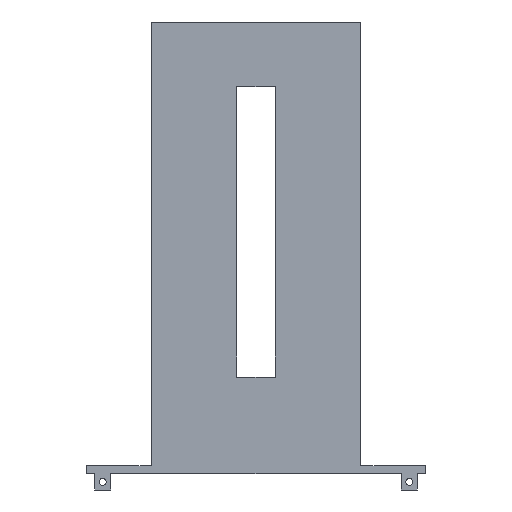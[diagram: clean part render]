
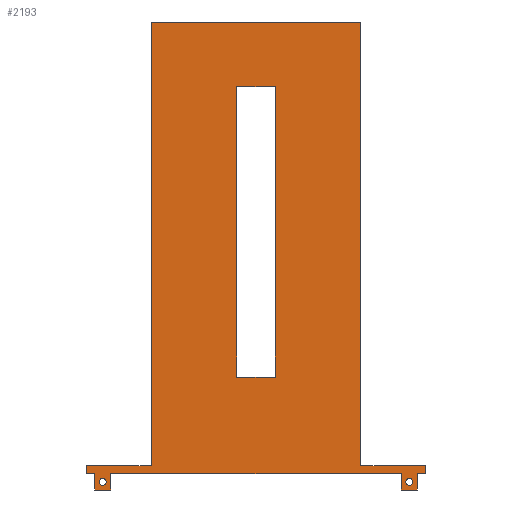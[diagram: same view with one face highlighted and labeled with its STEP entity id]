
A CAD part, front view. The second image highlights one B-rep face of the part: STEP entity #2193.
In plain terms, the highlighted planar face has unit normal (0, -1, 0).
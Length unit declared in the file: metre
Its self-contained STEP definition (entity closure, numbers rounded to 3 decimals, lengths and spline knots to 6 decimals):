
#40=CIRCLE('',#2332,0.0021);
#41=CIRCLE('',#2333,0.0021);
#78=ORIENTED_EDGE('',*,*,#690,.F.);
#79=ORIENTED_EDGE('',*,*,#691,.F.);
#80=ORIENTED_EDGE('',*,*,#692,.F.);
#81=ORIENTED_EDGE('',*,*,#693,.F.);
#82=ORIENTED_EDGE('',*,*,#694,.T.);
#83=ORIENTED_EDGE('',*,*,#695,.T.);
#84=ORIENTED_EDGE('',*,*,#696,.T.);
#85=ORIENTED_EDGE('',*,*,#697,.T.);
#86=ORIENTED_EDGE('',*,*,#698,.F.);
#87=ORIENTED_EDGE('',*,*,#699,.F.);
#88=ORIENTED_EDGE('',*,*,#700,.T.);
#89=ORIENTED_EDGE('',*,*,#701,.T.);
#90=ORIENTED_EDGE('',*,*,#702,.F.);
#91=ORIENTED_EDGE('',*,*,#703,.F.);
#92=ORIENTED_EDGE('',*,*,#704,.T.);
#93=ORIENTED_EDGE('',*,*,#705,.F.);
#94=ORIENTED_EDGE('',*,*,#706,.F.);
#95=ORIENTED_EDGE('',*,*,#707,.F.);
#96=ORIENTED_EDGE('',*,*,#708,.T.);
#97=ORIENTED_EDGE('',*,*,#709,.T.);
#98=ORIENTED_EDGE('',*,*,#710,.T.);
#99=ORIENTED_EDGE('',*,*,#711,.F.);
#690=EDGE_CURVE('',#996,#997,#1210,.T.);
#691=EDGE_CURVE('',#998,#996,#1211,.T.);
#692=EDGE_CURVE('',#999,#998,#1212,.T.);
#693=EDGE_CURVE('',#997,#999,#1213,.T.);
#694=EDGE_CURVE('',#1000,#1000,#40,.T.);
#695=EDGE_CURVE('',#1001,#1001,#41,.T.);
#696=EDGE_CURVE('',#1002,#1003,#1214,.T.);
#697=EDGE_CURVE('',#1003,#1004,#1215,.T.);
#698=EDGE_CURVE('',#1005,#1004,#1216,.T.);
#699=EDGE_CURVE('',#1006,#1005,#1217,.T.);
#700=EDGE_CURVE('',#1006,#1007,#1218,.T.);
#701=EDGE_CURVE('',#1007,#1008,#1219,.T.);
#702=EDGE_CURVE('',#1009,#1008,#1220,.T.);
#703=EDGE_CURVE('',#1010,#1009,#1221,.T.);
#704=EDGE_CURVE('',#1010,#1011,#1222,.T.);
#705=EDGE_CURVE('',#1012,#1011,#1223,.T.);
#706=EDGE_CURVE('',#1013,#1012,#1224,.T.);
#707=EDGE_CURVE('',#1014,#1013,#1225,.T.);
#708=EDGE_CURVE('',#1014,#1015,#1226,.T.);
#709=EDGE_CURVE('',#1015,#1016,#1227,.T.);
#710=EDGE_CURVE('',#1016,#1017,#1228,.T.);
#711=EDGE_CURVE('',#1002,#1017,#1229,.T.);
#996=VERTEX_POINT('',#3072);
#997=VERTEX_POINT('',#3073);
#998=VERTEX_POINT('',#3075);
#999=VERTEX_POINT('',#3077);
#1000=VERTEX_POINT('',#3080);
#1001=VERTEX_POINT('',#3082);
#1002=VERTEX_POINT('',#3084);
#1003=VERTEX_POINT('',#3085);
#1004=VERTEX_POINT('',#3087);
#1005=VERTEX_POINT('',#3089);
#1006=VERTEX_POINT('',#3091);
#1007=VERTEX_POINT('',#3093);
#1008=VERTEX_POINT('',#3095);
#1009=VERTEX_POINT('',#3097);
#1010=VERTEX_POINT('',#3099);
#1011=VERTEX_POINT('',#3101);
#1012=VERTEX_POINT('',#3103);
#1013=VERTEX_POINT('',#3105);
#1014=VERTEX_POINT('',#3107);
#1015=VERTEX_POINT('',#3109);
#1016=VERTEX_POINT('',#3111);
#1017=VERTEX_POINT('',#3113);
#1210=LINE('',#3071,#1478);
#1211=LINE('',#3074,#1479);
#1212=LINE('',#3076,#1480);
#1213=LINE('',#3078,#1481);
#1214=LINE('',#3083,#1482);
#1215=LINE('',#3086,#1483);
#1216=LINE('',#3088,#1484);
#1217=LINE('',#3090,#1485);
#1218=LINE('',#3092,#1486);
#1219=LINE('',#3094,#1487);
#1220=LINE('',#3096,#1488);
#1221=LINE('',#3098,#1489);
#1222=LINE('',#3100,#1490);
#1223=LINE('',#3102,#1491);
#1224=LINE('',#3104,#1492);
#1225=LINE('',#3106,#1493);
#1226=LINE('',#3108,#1494);
#1227=LINE('',#3110,#1495);
#1228=LINE('',#3112,#1496);
#1229=LINE('',#3114,#1497);
#1478=VECTOR('',#2491,1.);
#1479=VECTOR('',#2492,1.);
#1480=VECTOR('',#2493,1.);
#1481=VECTOR('',#2494,1.);
#1482=VECTOR('',#2499,1.);
#1483=VECTOR('',#2500,1.);
#1484=VECTOR('',#2501,1.);
#1485=VECTOR('',#2502,1.);
#1486=VECTOR('',#2503,1.);
#1487=VECTOR('',#2504,1.);
#1488=VECTOR('',#2505,1.);
#1489=VECTOR('',#2506,1.);
#1490=VECTOR('',#2507,1.);
#1491=VECTOR('',#2508,1.);
#1492=VECTOR('',#2509,1.);
#1493=VECTOR('',#2510,1.);
#1494=VECTOR('',#2511,1.);
#1495=VECTOR('',#2512,1.);
#1496=VECTOR('',#2513,1.);
#1497=VECTOR('',#2514,1.);
#1746=EDGE_LOOP('',(#78,#79,#80,#81));
#1747=EDGE_LOOP('',(#82));
#1748=EDGE_LOOP('',(#83));
#1749=EDGE_LOOP('',(#84,#85,#86,#87,#88,#89,#90,#91,#92,#93,#94,#95,#96,
#97,#98,#99));
#1920=FACE_BOUND('',#1746,.T.);
#1921=FACE_BOUND('',#1747,.T.);
#1922=FACE_BOUND('',#1748,.T.);
#1923=FACE_BOUND('',#1749,.T.);
#2094=PLANE('',#2331);
#2193=ADVANCED_FACE('',(#1920,#1921,#1922,#1923),#2094,.F.);
#2331=AXIS2_PLACEMENT_3D('',#3070,#2489,#2490);
#2332=AXIS2_PLACEMENT_3D('',#3079,#2495,#2496);
#2333=AXIS2_PLACEMENT_3D('',#3081,#2497,#2498);
#2489=DIRECTION('',(0.,1.,0.));
#2490=DIRECTION('',(1.,0.,0.));
#2491=DIRECTION('',(1.,0.,0.));
#2492=DIRECTION('',(0.,0.,-1.));
#2493=DIRECTION('',(-1.,0.,0.));
#2494=DIRECTION('',(0.,0.,1.));
#2495=DIRECTION('',(0.,1.,0.));
#2496=DIRECTION('',(1.,0.,0.));
#2497=DIRECTION('',(0.,1.,0.));
#2498=DIRECTION('',(1.,0.,0.));
#2499=DIRECTION('',(1.,0.,0.));
#2500=DIRECTION('',(0.,0.,-1.));
#2501=DIRECTION('',(-1.,0.,0.));
#2502=DIRECTION('',(0.,0.,-1.));
#2503=DIRECTION('',(1.,0.,0.));
#2504=DIRECTION('',(0.,0.,-1.));
#2505=DIRECTION('',(-1.,0.,0.));
#2506=DIRECTION('',(0.,0.,-1.));
#2507=DIRECTION('',(1.,0.,0.));
#2508=DIRECTION('',(0.,0.,-1.));
#2509=DIRECTION('',(1.,0.,0.));
#2510=DIRECTION('',(0.,0.,-1.));
#2511=DIRECTION('',(-1.,0.,0.));
#2512=DIRECTION('',(0.,0.,-1.));
#2513=DIRECTION('',(-1.,0.,0.));
#2514=DIRECTION('',(0.,0.,1.));
#3070=CARTESIAN_POINT('',(0.105,0.,0.14));
#3071=CARTESIAN_POINT('',(0.093,0.,0.06));
#3072=CARTESIAN_POINT('',(0.093,0.,0.06));
#3073=CARTESIAN_POINT('',(0.117,0.,0.06));
#3074=CARTESIAN_POINT('',(0.093,0.,0.24));
#3075=CARTESIAN_POINT('',(0.093,0.,0.24));
#3076=CARTESIAN_POINT('',(0.117,0.,0.24));
#3077=CARTESIAN_POINT('',(0.117,0.,0.24));
#3078=CARTESIAN_POINT('',(0.117,0.,0.06));
#3079=CARTESIAN_POINT('',(0.2,0.,-0.005));
#3080=CARTESIAN_POINT('',(0.2021,0.,-0.005));
#3081=CARTESIAN_POINT('',(0.01,0.,-0.005));
#3082=CARTESIAN_POINT('',(0.0121,0.,-0.005));
#3083=CARTESIAN_POINT('',(0.17,0.,0.));
#3084=CARTESIAN_POINT('',(0.,0.,0.));
#3085=CARTESIAN_POINT('',(0.005,0.,0.));
#3086=CARTESIAN_POINT('',(0.005,0.,0.));
#3087=CARTESIAN_POINT('',(0.005,0.,-0.01));
#3088=CARTESIAN_POINT('',(0.015,0.,-0.01));
#3089=CARTESIAN_POINT('',(0.015,0.,-0.01));
#3090=CARTESIAN_POINT('',(0.015,0.,0.));
#3091=CARTESIAN_POINT('',(0.015,0.,0.));
#3092=CARTESIAN_POINT('',(0.17,0.,0.));
#3093=CARTESIAN_POINT('',(0.195,0.,0.));
#3094=CARTESIAN_POINT('',(0.195,0.,0.));
#3095=CARTESIAN_POINT('',(0.195,0.,-0.01));
#3096=CARTESIAN_POINT('',(0.01,0.,-0.01));
#3097=CARTESIAN_POINT('',(0.205,0.,-0.01));
#3098=CARTESIAN_POINT('',(0.205,0.,0.));
#3099=CARTESIAN_POINT('',(0.205,0.,0.));
#3100=CARTESIAN_POINT('',(0.17,0.,0.));
#3101=CARTESIAN_POINT('',(0.21,0.,0.));
#3102=CARTESIAN_POINT('',(0.21,0.,0.005));
#3103=CARTESIAN_POINT('',(0.21,0.,0.005));
#3104=CARTESIAN_POINT('',(0.04,0.,0.005));
#3105=CARTESIAN_POINT('',(0.17,0.,0.005));
#3106=CARTESIAN_POINT('',(0.17,0.,0.28));
#3107=CARTESIAN_POINT('',(0.17,0.,0.28));
#3108=CARTESIAN_POINT('',(0.21,0.,0.28));
#3109=CARTESIAN_POINT('',(0.04,0.,0.28));
#3110=CARTESIAN_POINT('',(0.04,0.,0.28));
#3111=CARTESIAN_POINT('',(0.04,0.,0.005));
#3112=CARTESIAN_POINT('',(0.04,0.,0.005));
#3113=CARTESIAN_POINT('',(0.,0.,0.005));
#3114=CARTESIAN_POINT('',(0.,0.,0.005));
